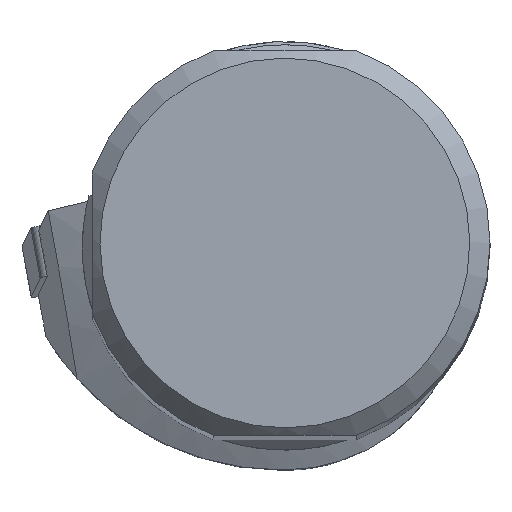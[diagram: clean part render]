
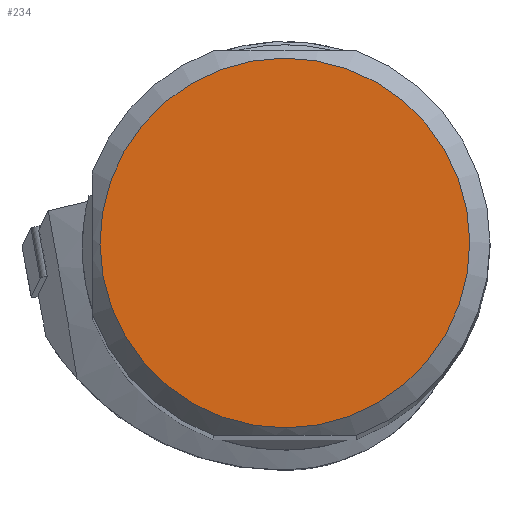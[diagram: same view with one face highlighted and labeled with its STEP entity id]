
A CAD part, top view. The second image highlights one B-rep face of the part: STEP entity #234.
In plain terms, the highlighted planar face has unit normal (0, 0, 1).
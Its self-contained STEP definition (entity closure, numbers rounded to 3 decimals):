
#173=FACE_OUTER_BOUND('',#499,.T.);
#234=ADVANCED_FACE('CU_SU_BP3',(#173),#282,.F.);
#282=PLANE('',#1341);
#499=EDGE_LOOP('',(#714));
#714=ORIENTED_EDGE('',*,*,#1085,.T.);
#952=VERTEX_POINT('',#2106);
#1085=EDGE_CURVE('',#952,#952,#1165,.T.);
#1165=CIRCLE('',#1337,22.888);
#1337=AXIS2_PLACEMENT_3D('',#2105,#1604,#1605);
#1341=AXIS2_PLACEMENT_3D('',#2134,#1612,#1613);
#1604=DIRECTION('',(0.,0.,1.));
#1605=DIRECTION('',(-0.983,-0.181,0.));
#1612=DIRECTION('',(0.,0.,-1.));
#1613=DIRECTION('',(-0.983,-0.181,0.));
#2105=CARTESIAN_POINT('',(0.,0.,
0.));
#2106=CARTESIAN_POINT('',(-22.508,-4.152,0.));
#2134=CARTESIAN_POINT('',(-25.388,0.,0.));
